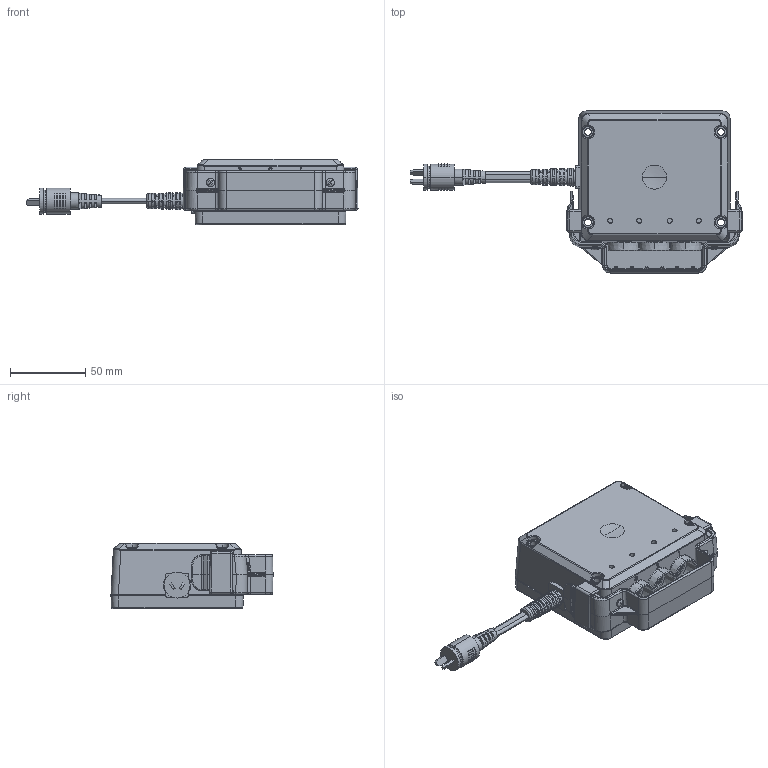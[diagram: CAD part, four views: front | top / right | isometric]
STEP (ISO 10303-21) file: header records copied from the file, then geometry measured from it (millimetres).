
FILE_DESCRIPTION (( 'STEP AP203' ), '1' );
FILE_NAME ('CU115.STEP', '2013-05-24T07:47:03', ( 'admin' ), ( 'Hewlett-Packard Company' ), 'SwSTEP 2.0', 'SolidWorks 2012', '' );
FILE_SCHEMA (( 'CONFIG_CONTROL_DESIGN' ));
Length unit declared in the file: millimetre
Products named in the file (1): CU115
Bounding box: 220.67 x 107.73 x 43.6 mm (x, y, z)
Volume: 388714 mm3; surface area: 77537.8 mm2
Topology: 1 solids, 2 shells, 1542 faces, 3836 edges, 2387 vertices
Faces by surface type: plane 599, cylinder 404, bspline 319, cone 124, torus 78, sphere 18
Entity records: 52438 total; most frequent: CARTESIAN_POINT 18350, ORIENTED_EDGE 7640, DIRECTION 6523, EDGE_CURVE 3820, AXIS2_PLACEMENT_3D 2399, VERTEX_POINT 2383, LINE 1725, VECTOR 1725
